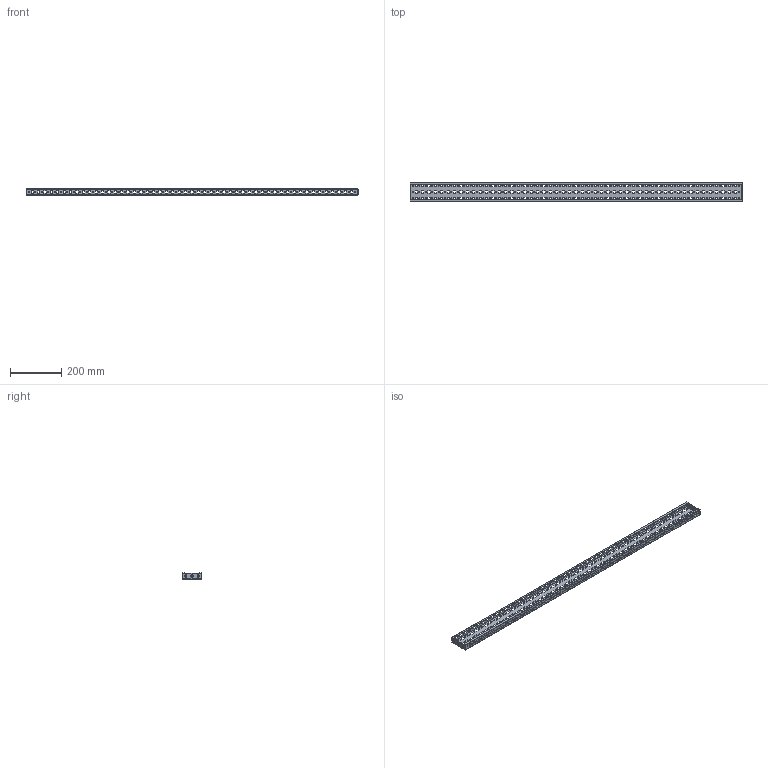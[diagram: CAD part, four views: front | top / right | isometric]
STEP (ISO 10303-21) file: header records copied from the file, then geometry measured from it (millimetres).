
FILE_DESCRIPTION (( 'STEP AP203' ), '1' );
FILE_NAME ('1400.step', '2011-01-20T13:25:29', ( 'User' ), ( 'DKC' ), 'SwSTEP 2.0', 'SolidWorks 2010', '' );
FILE_SCHEMA (( 'CONFIG_CONTROL_DESIGN' ));
Length unit declared in the file: millimetre
Products named in the file (1): 1400
Bounding box: 1299 x 75 x 25 mm (x, y, z)
Volume: 231362.6 mm3; surface area: 332143.7 mm2
Topology: 1 solids, 1 shells, 1610 faces, 4780 edges, 3172 vertices
Faces by surface type: plane 1066, cylinder 544
Entity records: 55945 total; most frequent: CARTESIAN_POINT 9563, ORIENTED_EDGE 9560, DIRECTION 9094, EDGE_CURVE 4780, VECTOR 3688, LINE 3688, VERTEX_POINT 3172, AXIS2_PLACEMENT_3D 2703
